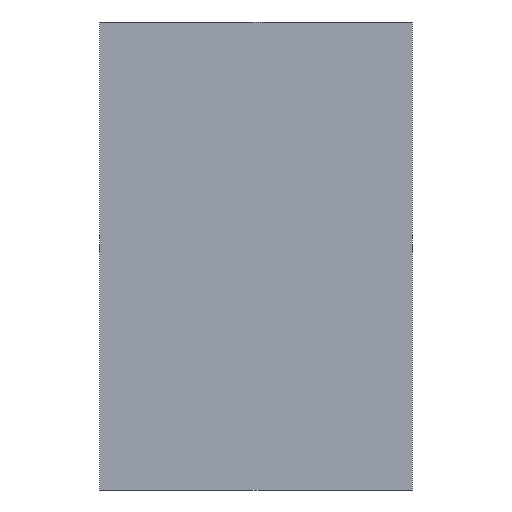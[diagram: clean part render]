
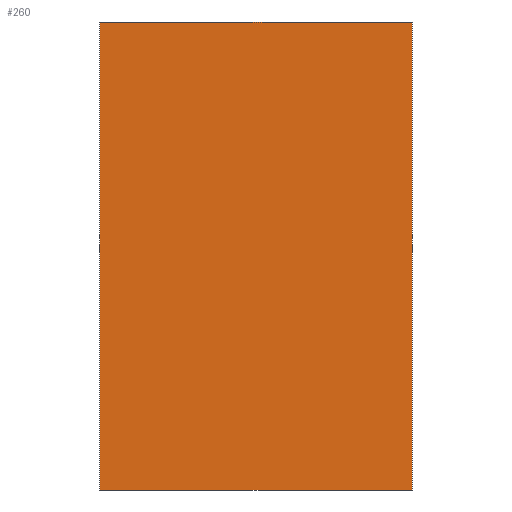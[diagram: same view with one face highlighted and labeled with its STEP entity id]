
A CAD part, front view. The second image highlights one B-rep face of the part: STEP entity #260.
In plain terms, the highlighted planar face has unit normal (0, -1, 0).
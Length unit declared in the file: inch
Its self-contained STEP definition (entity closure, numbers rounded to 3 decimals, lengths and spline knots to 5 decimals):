
#14=FACE_OUTER_BOUND($,#28,.T.);
#28=EDGE_LOOP($,(#177,#178,#179,#180));
#44=LINE($,#365,#80);
#45=LINE($,#368,#81);
#46=LINE($,#370,#82);
#47=LINE($,#371,#83);
#80=VECTOR($,#297,1.5);
#81=VECTOR($,#300,1.);
#82=VECTOR($,#301,1.);
#83=VECTOR($,#302,1.5);
#113=VERTEX_POINT($,#358);
#116=VERTEX_POINT($,#363);
#117=VERTEX_POINT($,#367);
#118=VERTEX_POINT($,#369);
#140=EDGE_CURVE($,#113,#116,#44,.T.);
#141=EDGE_CURVE($,#117,#113,#45,.T.);
#142=EDGE_CURVE($,#118,#116,#46,.T.);
#143=EDGE_CURVE($,#117,#118,#47,.T.);
#177=ORIENTED_EDGE($,*,*,#141,.T.);
#178=ORIENTED_EDGE($,*,*,#140,.T.);
#179=ORIENTED_EDGE($,*,*,#142,.F.);
#180=ORIENTED_EDGE($,*,*,#143,.F.);
#246=PLANE($,#277);
#260=ADVANCED_FACE($,(#14),#246,.T.);
#277=AXIS2_PLACEMENT_3D($,#366,#298,#299);
#297=DIRECTION($,(0.,0.,1.));
#298=DIRECTION('center_axis',(0.,-1.,0.));
#299=DIRECTION('ref_axis',(1.,0.,0.));
#300=DIRECTION($,(1.,0.,0.));
#301=DIRECTION($,(1.,0.,0.));
#302=DIRECTION($,(0.,0.,1.));
#358=CARTESIAN_POINT('',(-0.48234,0.08923,0.));
#363=CARTESIAN_POINT('',(-0.48234,0.08923,1.5));
#365=CARTESIAN_POINT($,(-0.48234,0.08923,0.));
#366=CARTESIAN_POINT('Origin',(-1.48234,0.08923,0.));
#367=CARTESIAN_POINT('',(-1.48234,0.08923,0.));
#368=CARTESIAN_POINT($,(-1.48234,0.08923,0.));
#369=CARTESIAN_POINT('',(-1.48234,0.08923,1.5));
#370=CARTESIAN_POINT($,(-1.48234,0.08923,1.5));
#371=CARTESIAN_POINT($,(-1.48234,0.08923,0.));
